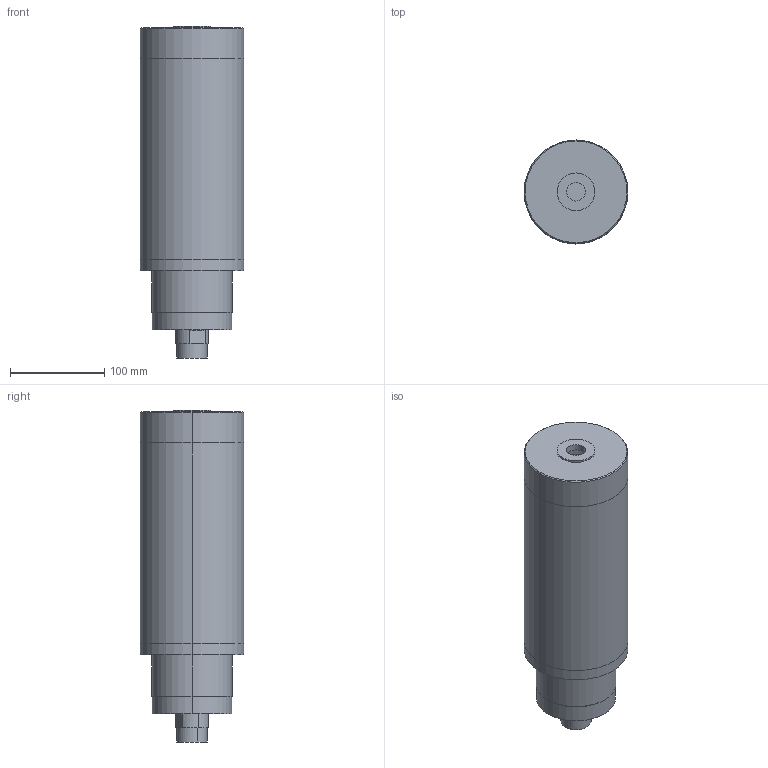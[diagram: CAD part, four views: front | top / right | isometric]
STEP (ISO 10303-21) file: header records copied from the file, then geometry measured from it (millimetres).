
FILE_DESCRIPTION (( 'STEP AP203' ), '1' );
FILE_NAME ('GDK110-24Z-4.0.STEP', '2022-05-21T02:17:30', ( '萇齟' ), ( '' ), 'SwSTEP 2.0', 'SolidWorks 2018', '' );
FILE_SCHEMA (( 'CONFIG_CONTROL_DESIGN' ));
Length unit declared in the file: millimetre
Products named in the file (6): GDK110-24Z-4.0粣創釱; GDK110-24Z-4.0儂褲; GDK110-24Z-4.0滅鳥裔; GDK110-24Z-4.0堤盄釱; GDK110-24Z-4.0粣芛; GDK110-24Z-4.0
Assembly tree (5 placements, depth 2):
  GDK110-24Z-4.0
    GDK110-24Z-4.0儂褲
    GDK110-24Z-4.0堤盄釱
    GDK110-24Z-4.0粣創釱
    GDK110-24Z-4.0滅鳥裔
    GDK110-24Z-4.0粣芛
Bounding box: 110 x 110 x 352.5 mm (x, y, z)
Volume: 2707113.2 mm3; surface area: 185757.7 mm2
Topology: 5 solids, 5 shells, 49 faces, 96 edges, 62 vertices
Faces by surface type: cylinder 24, plane 23, cone 2
Entity records: 1916 total; most frequent: DIRECTION 268, CARTESIAN_POINT 215, ORIENTED_EDGE 192, AXIS2_PLACEMENT_3D 115, EDGE_CURVE 96, VERTEX_POINT 62, CIRCLE 58, EDGE_LOOP 56
